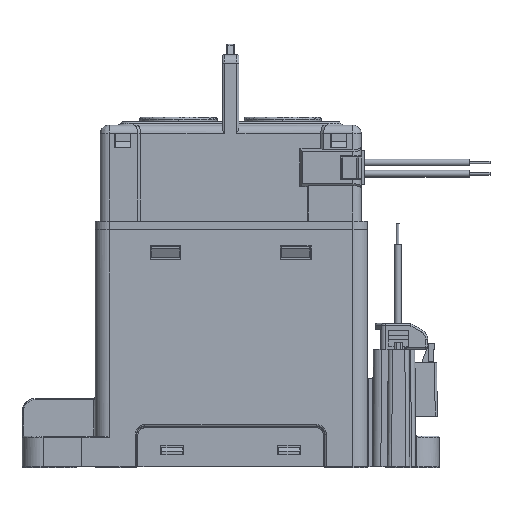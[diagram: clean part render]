
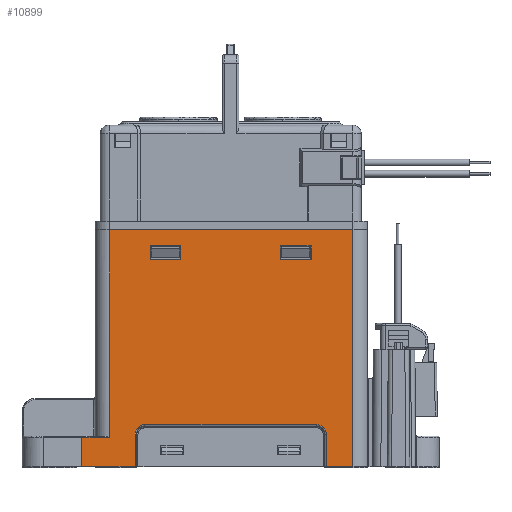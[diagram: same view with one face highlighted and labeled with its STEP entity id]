
A CAD part, left-side view. The second image highlights one B-rep face of the part: STEP entity #10899.
In plain terms, the highlighted planar face has unit normal (-1, 0, 0).
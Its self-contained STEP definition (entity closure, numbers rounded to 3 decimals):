
#300=(
BOUNDED_CURVE()
B_SPLINE_CURVE(3,(#37778,#37779,#37780,#37781),.UNSPECIFIED.,.F.,.F.)
B_SPLINE_CURVE_WITH_KNOTS((4,4),(0.,1.),.UNSPECIFIED.)
CURVE()
GEOMETRIC_REPRESENTATION_ITEM()
RATIONAL_B_SPLINE_CURVE((1.,0.805,0.805,1.))
REPRESENTATION_ITEM('')
);
#301=(
BOUNDED_CURVE()
B_SPLINE_CURVE(3,(#37785,#37786,#37787,#37788),.UNSPECIFIED.,.F.,.F.)
B_SPLINE_CURVE_WITH_KNOTS((4,4),(0.,1.),.UNSPECIFIED.)
CURVE()
GEOMETRIC_REPRESENTATION_ITEM()
RATIONAL_B_SPLINE_CURVE((1.,0.805,0.805,1.))
REPRESENTATION_ITEM('')
);
#4541=PLANE('',#26555);
#6448=LINE('',#37719,#8882);
#6453=LINE('',#37737,#8887);
#6455=LINE('',#37754,#8889);
#6456=LINE('',#37757,#8890);
#6457=LINE('',#37759,#8891);
#6458=LINE('',#37761,#8892);
#6459=LINE('',#37762,#8893);
#6460=LINE('',#37765,#8894);
#6461=LINE('',#37767,#8895);
#6462=LINE('',#37769,#8896);
#6463=LINE('',#37770,#8897);
#6464=LINE('',#37772,#8898);
#6465=LINE('',#37774,#8899);
#6466=LINE('',#37776,#8900);
#6467=LINE('',#37783,#8901);
#6468=LINE('',#37790,#8902);
#6469=LINE('',#37792,#8903);
#6470=LINE('',#37794,#8904);
#8882=VECTOR('',#30800,1.);
#8887=VECTOR('',#30815,1.);
#8889=VECTOR('',#30821,1.);
#8890=VECTOR('',#30822,1.);
#8891=VECTOR('',#30823,1.);
#8892=VECTOR('',#30824,1.);
#8893=VECTOR('',#30825,1.);
#8894=VECTOR('',#30826,1.);
#8895=VECTOR('',#30827,1.);
#8896=VECTOR('',#30828,1.);
#8897=VECTOR('',#30829,1.);
#8898=VECTOR('',#30830,1.);
#8899=VECTOR('',#30831,1.);
#8900=VECTOR('',#30832,1.);
#8901=VECTOR('',#30833,1.);
#8902=VECTOR('',#30834,1.);
#8903=VECTOR('',#30835,1.);
#8904=VECTOR('',#30836,1.);
#10076=FACE_BOUND('',#13283,.T.);
#10077=FACE_BOUND('',#13284,.T.);
#10078=FACE_BOUND('',#13285,.T.);
#10899=ADVANCED_FACE('',(#10076,#10077,#10078),#4541,.F.);
#13283=EDGE_LOOP('',(#17774,#17775,#17776,#17777));
#13284=EDGE_LOOP('',(#17778,#17779,#17780,#17781));
#13285=EDGE_LOOP('',(#17782,#17783,#17784,#17785,#17786,#17787,#17788,#17789,
#17790,#17791,#17792,#17793));
#17774=ORIENTED_EDGE('',*,*,#24007,.F.);
#17775=ORIENTED_EDGE('',*,*,#24008,.F.);
#17776=ORIENTED_EDGE('',*,*,#24009,.F.);
#17777=ORIENTED_EDGE('',*,*,#24010,.F.);
#17778=ORIENTED_EDGE('',*,*,#24011,.F.);
#17779=ORIENTED_EDGE('',*,*,#24012,.F.);
#17780=ORIENTED_EDGE('',*,*,#24013,.F.);
#17781=ORIENTED_EDGE('',*,*,#24014,.F.);
#17782=ORIENTED_EDGE('',*,*,#23994,.F.);
#17783=ORIENTED_EDGE('',*,*,#24003,.F.);
#17784=ORIENTED_EDGE('',*,*,#24015,.T.);
#17785=ORIENTED_EDGE('',*,*,#24016,.F.);
#17786=ORIENTED_EDGE('',*,*,#24017,.F.);
#17787=ORIENTED_EDGE('',*,*,#24018,.T.);
#17788=ORIENTED_EDGE('',*,*,#24019,.T.);
#17789=ORIENTED_EDGE('',*,*,#24020,.T.);
#17790=ORIENTED_EDGE('',*,*,#24021,.T.);
#17791=ORIENTED_EDGE('',*,*,#24022,.T.);
#17792=ORIENTED_EDGE('',*,*,#24023,.F.);
#17793=ORIENTED_EDGE('',*,*,#24024,.F.);
#21256=VERTEX_POINT('',#37705);
#21263=VERTEX_POINT('',#37718);
#21272=VERTEX_POINT('',#37738);
#21275=VERTEX_POINT('',#37755);
#21276=VERTEX_POINT('',#37756);
#21277=VERTEX_POINT('',#37758);
#21278=VERTEX_POINT('',#37760);
#21279=VERTEX_POINT('',#37763);
#21280=VERTEX_POINT('',#37764);
#21281=VERTEX_POINT('',#37766);
#21282=VERTEX_POINT('',#37768);
#21283=VERTEX_POINT('',#37771);
#21284=VERTEX_POINT('',#37773);
#21285=VERTEX_POINT('',#37775);
#21286=VERTEX_POINT('',#37777);
#21287=VERTEX_POINT('',#37782);
#21288=VERTEX_POINT('',#37784);
#21289=VERTEX_POINT('',#37789);
#21290=VERTEX_POINT('',#37791);
#21291=VERTEX_POINT('',#37793);
#23994=EDGE_CURVE('',#21263,#21256,#6448,.T.);
#24003=EDGE_CURVE('',#21272,#21263,#6453,.T.);
#24007=EDGE_CURVE('',#21275,#21276,#6455,.T.);
#24008=EDGE_CURVE('',#21277,#21275,#6456,.T.);
#24009=EDGE_CURVE('',#21278,#21277,#6457,.T.);
#24010=EDGE_CURVE('',#21276,#21278,#6458,.T.);
#24011=EDGE_CURVE('',#21279,#21280,#6459,.T.);
#24012=EDGE_CURVE('',#21281,#21279,#6460,.T.);
#24013=EDGE_CURVE('',#21282,#21281,#6461,.T.);
#24014=EDGE_CURVE('',#21280,#21282,#6462,.T.);
#24015=EDGE_CURVE('',#21272,#21283,#6463,.T.);
#24016=EDGE_CURVE('',#21284,#21283,#6464,.T.);
#24017=EDGE_CURVE('',#21285,#21284,#6465,.T.);
#24018=EDGE_CURVE('',#21285,#21286,#6466,.T.);
#24019=EDGE_CURVE('',#21286,#21287,#300,.T.);
#24020=EDGE_CURVE('',#21287,#21288,#6467,.T.);
#24021=EDGE_CURVE('',#21288,#21289,#301,.T.);
#24022=EDGE_CURVE('',#21289,#21290,#6468,.T.);
#24023=EDGE_CURVE('',#21291,#21290,#6469,.T.);
#24024=EDGE_CURVE('',#21256,#21291,#6470,.T.);
#26555=AXIS2_PLACEMENT_3D('',#37795,#30837,#30838);
#30800=DIRECTION('',(0.,-1.,0.));
#30815=DIRECTION('',(0.,0.,1.));
#30821=DIRECTION('',(0.,0.,1.));
#30822=DIRECTION('',(0.,-1.,0.));
#30823=DIRECTION('',(0.,0.,-1.));
#30824=DIRECTION('',(0.,1.,0.));
#30825=DIRECTION('',(0.,0.,1.));
#30826=DIRECTION('',(0.,-1.,0.));
#30827=DIRECTION('',(0.,0.,-1.));
#30828=DIRECTION('',(0.,1.,0.));
#30829=DIRECTION('',(0.,1.,0.));
#30830=DIRECTION('',(0.,0.,1.));
#30831=DIRECTION('',(0.,1.,0.));
#30832=DIRECTION('',(0.,0.,1.));
#30833=DIRECTION('',(0.,-1.,0.));
#30834=DIRECTION('',(0.,0.,-1.));
#30835=DIRECTION('',(0.,1.,0.));
#30836=DIRECTION('',(0.,0.,-1.));
#30837=DIRECTION('',(1.,0.,0.));
#30838=DIRECTION('',(0.,-1.,0.));
#37705=CARTESIAN_POINT('',(-29.,-29.3,42.1));
#37718=CARTESIAN_POINT('',(-29.,29.,42.1));
#37719=CARTESIAN_POINT('',(-29.,-31.5,42.1));
#37737=CARTESIAN_POINT('',(-29.,29.,38.2));
#37738=CARTESIAN_POINT('',(-29.,29.,-7.6));
#37754=CARTESIAN_POINT('',(-29.,-19.27,38.2));
#37755=CARTESIAN_POINT('',(-29.,-19.27,34.93));
#37756=CARTESIAN_POINT('',(-29.,-19.27,38.27));
#37757=CARTESIAN_POINT('',(-29.,-31.5,34.93));
#37758=CARTESIAN_POINT('',(-29.,-11.93,34.93));
#37759=CARTESIAN_POINT('',(-29.,-11.93,38.2));
#37760=CARTESIAN_POINT('',(-29.,-11.93,38.27));
#37761=CARTESIAN_POINT('',(-29.,-31.5,38.27));
#37762=CARTESIAN_POINT('',(-29.,11.93,38.2));
#37763=CARTESIAN_POINT('',(-29.,11.93,34.93));
#37764=CARTESIAN_POINT('',(-29.,11.93,38.27));
#37765=CARTESIAN_POINT('',(-29.,-31.5,34.93));
#37766=CARTESIAN_POINT('',(-29.,19.27,34.93));
#37767=CARTESIAN_POINT('',(-29.,19.27,38.2));
#37768=CARTESIAN_POINT('',(-29.,19.27,38.27));
#37769=CARTESIAN_POINT('',(-29.,-31.5,38.27));
#37770=CARTESIAN_POINT('',(-29.,35.683,-7.6));
#37771=CARTESIAN_POINT('',(-29.,35.683,-7.6));
#37772=CARTESIAN_POINT('',(-29.,35.683,38.2));
#37773=CARTESIAN_POINT('',(-29.,35.683,-14.7));
#37774=CARTESIAN_POINT('',(-29.,-31.5,-14.7));
#37775=CARTESIAN_POINT('',(-29.,22.896,-14.7));
#37776=CARTESIAN_POINT('',(-29.,22.896,-6.898));
#37777=CARTESIAN_POINT('',(-29.,22.896,-6.904));
#37778=CARTESIAN_POINT('',(-29.,22.896,-6.904));
#37779=CARTESIAN_POINT('',(-29.,22.896,-5.556));
#37780=CARTESIAN_POINT('',(-29.,21.944,-4.604));
#37781=CARTESIAN_POINT('',(-29.,20.596,-4.604));
#37782=CARTESIAN_POINT('',(-29.,20.596,-4.604));
#37783=CARTESIAN_POINT('',(-29.,-20.602,-4.604));
#37784=CARTESIAN_POINT('',(-29.,-20.596,-4.604));
#37785=CARTESIAN_POINT('',(-29.,-20.596,-4.604));
#37786=CARTESIAN_POINT('',(-29.,-21.944,-4.604));
#37787=CARTESIAN_POINT('',(-29.,-22.896,-5.556));
#37788=CARTESIAN_POINT('',(-29.,-22.896,-6.904));
#37789=CARTESIAN_POINT('',(-29.,-22.896,-6.904));
#37790=CARTESIAN_POINT('',(-29.,-22.896,-14.6));
#37791=CARTESIAN_POINT('',(-29.,-22.896,-14.7));
#37792=CARTESIAN_POINT('',(-29.,-31.5,-14.7));
#37793=CARTESIAN_POINT('',(-29.,-29.3,-14.7));
#37794=CARTESIAN_POINT('',(-29.,-29.3,38.2));
#37795=CARTESIAN_POINT('',(-29.,-31.5,38.2));
